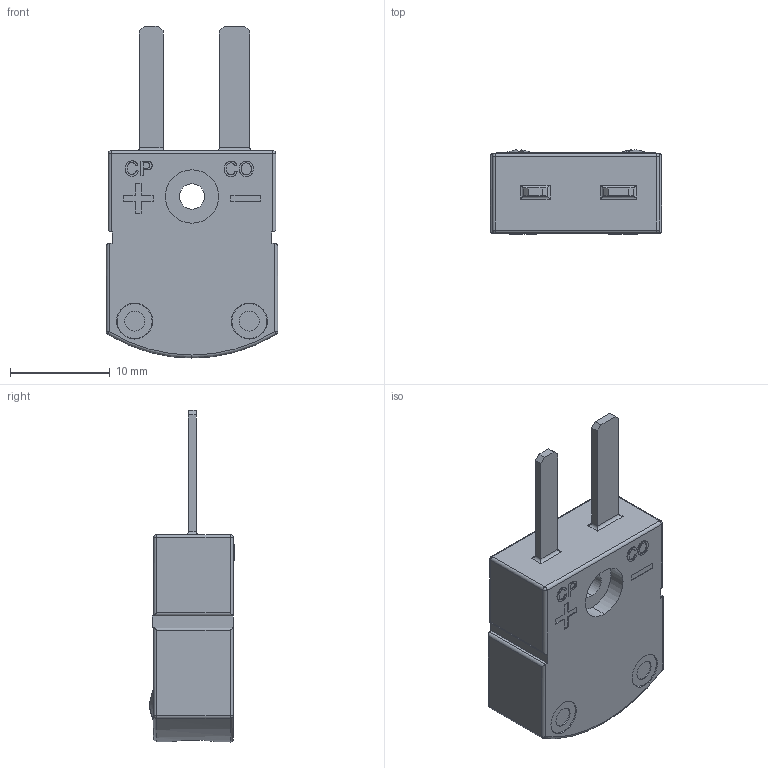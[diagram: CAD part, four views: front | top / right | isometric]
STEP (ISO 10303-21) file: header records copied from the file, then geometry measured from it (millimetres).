
FILE_DESCRIPTION (( 'STEP AP214' ), '1' );
FILE_NAME ('THDEFAU051682423749.step', '2006-05-16T12:24:25', ( 'sysAdmin' ), ( 'SolidWorks' ), 'SwSTEP 2.0', 'SolidWorks 2006079', '' );
FILE_SCHEMA (( 'AUTOMOTIVE_DESIGN' ));
Length unit declared in the file: millimetre
Products named in the file (1): THDEFAU051682423749
Bounding box: 17.2 x 8.48 x 33.3 mm (x, y, z)
Volume: 2651.8 mm3; surface area: 1544.2 mm2
Topology: 1 solids, 1 shells, 210 faces, 507 edges, 318 vertices
Faces by surface type: plane 108, cylinder 57, bspline 34, sphere 8, torus 3
Entity records: 12730 total; most frequent: CARTESIAN_POINT 7024, ORIENTED_EDGE 998, DIRECTION 852, EDGE_CURVE 499, LINE 320, VECTOR 320, VERTEX_POINT 318, AXIS2_PLACEMENT_3D 266
